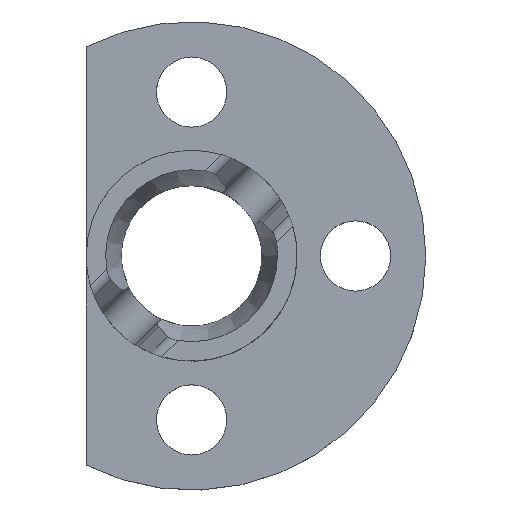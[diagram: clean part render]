
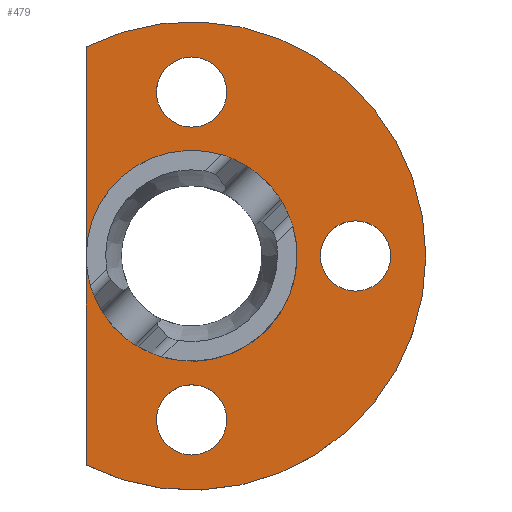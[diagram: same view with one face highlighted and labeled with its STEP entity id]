
A CAD part, top view. The second image highlights one B-rep face of the part: STEP entity #479.
In plain terms, the highlighted planar face has unit normal (0, 0, 1).
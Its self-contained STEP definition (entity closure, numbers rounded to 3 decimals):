
#19 = VERTEX_POINT ( 'NONE', #527 ) ;
#23 = VERTEX_POINT ( 'NONE', #743 ) ;
#33 = CARTESIAN_POINT ( 'NONE',  ( 0., 0., 1.5 ) ) ;
#39 = CIRCLE ( 'NONE', #1026, 1.5 ) ;
#48 = EDGE_CURVE ( 'NONE', #855, #90, #155, .T. ) ;
#76 = CARTESIAN_POINT ( 'NONE',  ( 0., 0., 1.5 ) ) ;
#83 = CARTESIAN_POINT ( 'NONE',  ( -3.182, -3.182, 1.5 ) ) ;
#90 = VERTEX_POINT ( 'NONE', #118 ) ;
#97 = DIRECTION ( 'NONE',  ( 1., 0., 0. ) ) ;
#104 = EDGE_CURVE ( 'NONE', #19, #518, #861, .T. ) ;
#108 = ORIENTED_EDGE ( 'NONE', *, *, #919, .T. ) ;
#118 = CARTESIAN_POINT ( 'NONE',  ( 8.5, 0., 1.5 ) ) ;
#125 = DIRECTION ( 'NONE',  ( -1., 0., 0. ) ) ;
#126 = CARTESIAN_POINT ( 'NONE',  ( 0., 0., 1.5 ) ) ;
#127 = AXIS2_PLACEMENT_3D ( 'NONE', #33, #466, #1315 ) ;
#128 = EDGE_CURVE ( 'NONE', #23, #226, #783, .T. ) ;
#137 = LINE ( 'NONE', #573, #609 ) ;
#147 = VERTEX_POINT ( 'NONE', #433 ) ;
#155 = CIRCLE ( 'NONE', #925, 1.5 ) ;
#162 = DIRECTION ( 'NONE',  ( -1., 0., 0. ) ) ;
#177 = CIRCLE ( 'NONE', #127, 4.5 ) ;
#186 = FACE_OUTER_BOUND ( 'NONE', #572, .T. ) ;
#204 = EDGE_CURVE ( 'NONE', #1360, #147, #839, .T. ) ;
#207 = FACE_BOUND ( 'NONE', #926, .T. ) ;
#226 = VERTEX_POINT ( 'NONE', #1199 ) ;
#243 = CARTESIAN_POINT ( 'NONE',  ( 5.5, 0., 1.5 ) ) ;
#270 = AXIS2_PLACEMENT_3D ( 'NONE', #1189, #1083, #125 ) ;
#274 = EDGE_CURVE ( 'NONE', #661, #23, #461, .T. ) ;
#285 = CIRCLE ( 'NONE', #1238, 1.5 ) ;
#331 = EDGE_CURVE ( 'NONE', #90, #855, #285, .T. ) ;
#338 = DIRECTION ( 'NONE',  ( 1., 0., 0. ) ) ;
#342 = VERTEX_POINT ( 'NONE', #892 ) ;
#377 = AXIS2_PLACEMENT_3D ( 'NONE', #1102, #801, #1095 ) ;
#398 = EDGE_CURVE ( 'NONE', #821, #661, #177, .T. ) ;
#409 = EDGE_CURVE ( 'NONE', #147, #1360, #39, .T. ) ;
#432 = DIRECTION ( 'NONE',  ( 0., -1., 0. ) ) ;
#433 = CARTESIAN_POINT ( 'NONE',  ( -1.5, -7., 1.5 ) ) ;
#461 = LINE ( 'NONE', #683, #731 ) ;
#466 = DIRECTION ( 'NONE',  ( 0., 0., -1. ) ) ;
#470 = CIRCLE ( 'NONE', #270, 1.5 ) ;
#479 = ADVANCED_FACE ( 'NONE', ( #207, #506, #922, #186 ), #1036, .T. ) ;
#505 = ORIENTED_EDGE ( 'NONE', *, *, #104, .F. ) ;
#506 = FACE_BOUND ( 'NONE', #616, .T. ) ;
#518 = VERTEX_POINT ( 'NONE', #959 ) ;
#525 = ORIENTED_EDGE ( 'NONE', *, *, #204, .F. ) ;
#527 = CARTESIAN_POINT ( 'NONE',  ( 1.5, 7., 1.5 ) ) ;
#534 = DIRECTION ( 'NONE',  ( 0., 0., 1. ) ) ;
#535 = AXIS2_PLACEMENT_3D ( 'NONE', #1116, #1020, #162 ) ;
#536 = ORIENTED_EDGE ( 'NONE', *, *, #935, .F. ) ;
#556 = DIRECTION ( 'NONE',  ( 1., 0., 0. ) ) ;
#572 = EDGE_LOOP ( 'NONE', ( #108, #983, #1048, #1168, #1215, #636 ) ) ;
#573 = CARTESIAN_POINT ( 'NONE',  ( -4.5, 8.93, 1.5 ) ) ;
#608 = AXIS2_PLACEMENT_3D ( 'NONE', #76, #534, #97 ) ;
#609 = VECTOR ( 'NONE', #432, 1000. ) ;
#616 = EDGE_LOOP ( 'NONE', ( #505, #536 ) ) ;
#635 = ORIENTED_EDGE ( 'NONE', *, *, #48, .F. ) ;
#636 = ORIENTED_EDGE ( 'NONE', *, *, #1319, .T. ) ;
#647 = DIRECTION ( 'NONE',  ( 0., 0., -1. ) ) ;
#661 = VERTEX_POINT ( 'NONE', #1124 ) ;
#683 = CARTESIAN_POINT ( 'NONE',  ( -4.5, 8.93, 1.5 ) ) ;
#689 = DIRECTION ( 'NONE',  ( 0., 0., 1. ) ) ;
#730 = AXIS2_PLACEMENT_3D ( 'NONE', #958, #1383, #1084 ) ;
#731 = VECTOR ( 'NONE', #1002, 1000. ) ;
#739 = EDGE_LOOP ( 'NONE', ( #1297, #635 ) ) ;
#743 = CARTESIAN_POINT ( 'NONE',  ( -4.5, -8.93, 1.5 ) ) ;
#762 = DIRECTION ( 'NONE',  ( 0., 0., 1. ) ) ;
#783 = CIRCLE ( 'NONE', #1115, 10. ) ;
#801 = DIRECTION ( 'NONE',  ( 0., 0., 1. ) ) ;
#806 = CARTESIAN_POINT ( 'NONE',  ( 1.5, -7., 1.5 ) ) ;
#821 = VERTEX_POINT ( 'NONE', #83 ) ;
#823 = CARTESIAN_POINT ( 'NONE',  ( 0., -7., 1.5 ) ) ;
#825 = AXIS2_PLACEMENT_3D ( 'NONE', #1077, #647, #1068 ) ;
#827 = ORIENTED_EDGE ( 'NONE', *, *, #409, .F. ) ;
#837 = DIRECTION ( 'NONE',  ( 0., 0., 1. ) ) ;
#839 = CIRCLE ( 'NONE', #377, 1.5 ) ;
#855 = VERTEX_POINT ( 'NONE', #243 ) ;
#861 = CIRCLE ( 'NONE', #730, 1.5 ) ;
#862 = EDGE_CURVE ( 'NONE', #226, #661, #137, .T. ) ;
#892 = CARTESIAN_POINT ( 'NONE',  ( 3.182, 3.182, 1.5 ) ) ;
#919 = EDGE_CURVE ( 'NONE', #342, #821, #1285, .T. ) ;
#922 = FACE_BOUND ( 'NONE', #739, .T. ) ;
#925 = AXIS2_PLACEMENT_3D ( 'NONE', #976, #762, #338 ) ;
#926 = EDGE_LOOP ( 'NONE', ( #525, #827 ) ) ;
#935 = EDGE_CURVE ( 'NONE', #518, #19, #470, .T. ) ;
#958 = CARTESIAN_POINT ( 'NONE',  ( 0., 7., 1.5 ) ) ;
#959 = CARTESIAN_POINT ( 'NONE',  ( -1.5, 7., 1.5 ) ) ;
#973 = DIRECTION ( 'NONE',  ( 0., 0., 1. ) ) ;
#976 = CARTESIAN_POINT ( 'NONE',  ( 7., 0., 1.5 ) ) ;
#983 = ORIENTED_EDGE ( 'NONE', *, *, #398, .T. ) ;
#1002 = DIRECTION ( 'NONE',  ( 0., -1., 0. ) ) ;
#1020 = DIRECTION ( 'NONE',  ( 0., 0., -1. ) ) ;
#1026 = AXIS2_PLACEMENT_3D ( 'NONE', #823, #973, #1345 ) ;
#1036 = PLANE ( 'NONE',  #608 ) ;
#1048 = ORIENTED_EDGE ( 'NONE', *, *, #274, .T. ) ;
#1068 = DIRECTION ( 'NONE',  ( -1., 0., 0. ) ) ;
#1077 = CARTESIAN_POINT ( 'NONE',  ( 0., 0., 1.5 ) ) ;
#1083 = DIRECTION ( 'NONE',  ( 0., 0., 1. ) ) ;
#1084 = DIRECTION ( 'NONE',  ( -1., 0., 0. ) ) ;
#1092 = CARTESIAN_POINT ( 'NONE',  ( 7., 0., 1.5 ) ) ;
#1095 = DIRECTION ( 'NONE',  ( 1., 0., 0. ) ) ;
#1102 = CARTESIAN_POINT ( 'NONE',  ( 0., -7., 1.5 ) ) ;
#1109 = DIRECTION ( 'NONE',  ( 1., 0., 0. ) ) ;
#1115 = AXIS2_PLACEMENT_3D ( 'NONE', #126, #837, #556 ) ;
#1116 = CARTESIAN_POINT ( 'NONE',  ( 0., 0., 1.5 ) ) ;
#1124 = CARTESIAN_POINT ( 'NONE',  ( -4.5, 0., 1.5 ) ) ;
#1168 = ORIENTED_EDGE ( 'NONE', *, *, #128, .T. ) ;
#1189 = CARTESIAN_POINT ( 'NONE',  ( 0., 7., 1.5 ) ) ;
#1199 = CARTESIAN_POINT ( 'NONE',  ( -4.5, 8.93, 1.5 ) ) ;
#1215 = ORIENTED_EDGE ( 'NONE', *, *, #862, .T. ) ;
#1238 = AXIS2_PLACEMENT_3D ( 'NONE', #1092, #689, #1109 ) ;
#1285 = CIRCLE ( 'NONE', #825, 4.5 ) ;
#1297 = ORIENTED_EDGE ( 'NONE', *, *, #331, .F. ) ;
#1315 = DIRECTION ( 'NONE',  ( -1., 0., 0. ) ) ;
#1319 = EDGE_CURVE ( 'NONE', #661, #342, #1367, .T. ) ;
#1345 = DIRECTION ( 'NONE',  ( 1., 0., 0. ) ) ;
#1360 = VERTEX_POINT ( 'NONE', #806 ) ;
#1367 = CIRCLE ( 'NONE', #535, 4.5 ) ;
#1383 = DIRECTION ( 'NONE',  ( 0., 0., 1. ) ) ;
